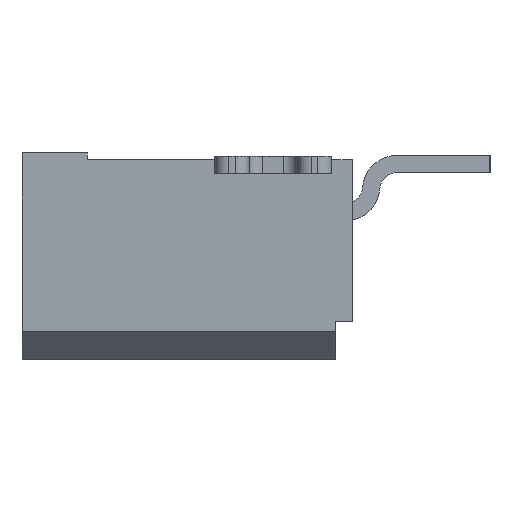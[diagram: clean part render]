
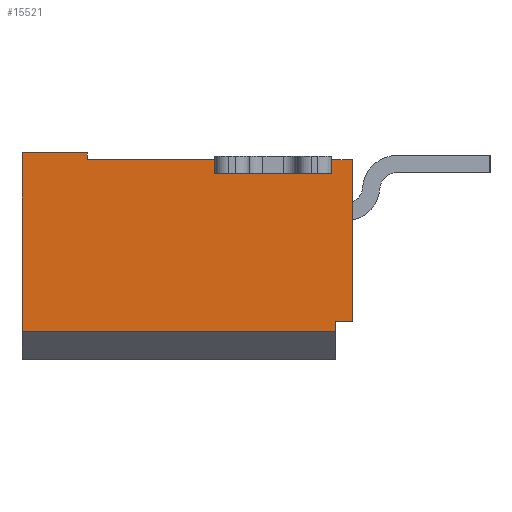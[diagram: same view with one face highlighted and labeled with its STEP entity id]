
A CAD part, left-side view. The second image highlights one B-rep face of the part: STEP entity #15521.
In plain terms, the highlighted planar face has unit normal (-1, 0, 0).
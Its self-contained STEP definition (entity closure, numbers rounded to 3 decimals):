
#570 = ORIENTED_EDGE ( 'NONE', *, *, #46625, .F. ) ;
#646 = ORIENTED_EDGE ( 'NONE', *, *, #12367, .T. ) ;
#744 = EDGE_LOOP ( 'NONE', ( #37333, #23212, #3105, #646, #10083, #10902, #570, #42542, #42330, #20281, #25094, #29161 ) ) ;
#1562 = CARTESIAN_POINT ( 'NONE',  ( -16.9, -4.55, -2.45 ) ) ;
#1719 = LINE ( 'NONE', #5837, #25636 ) ;
#2267 = EDGE_CURVE ( 'NONE', #32373, #33981, #1719, .T. ) ;
#2299 = EDGE_CURVE ( 'NONE', #25678, #28422, #9706, .T. ) ;
#2353 = CARTESIAN_POINT ( 'NONE',  ( -16.9, -4.55, -2.45 ) ) ;
#2864 = VECTOR ( 'NONE', #32351, 1000. ) ;
#3105 = ORIENTED_EDGE ( 'NONE', *, *, #16917, .F. ) ;
#3306 = CARTESIAN_POINT ( 'NONE',  ( -16.9, -4.8, -0.1 ) ) ;
#3330 = DIRECTION ( 'NONE',  ( 0., -1., 0. ) ) ;
#4629 = CARTESIAN_POINT ( 'NONE',  ( -16.9, -4.55, -2.6 ) ) ;
#5074 = DIRECTION ( 'NONE',  ( 0., 0., 1. ) ) ;
#5133 = VECTOR ( 'NONE', #3330, 1000. ) ;
#5135 = CARTESIAN_POINT ( 'NONE',  ( -16.9, 0., -2.6 ) ) ;
#5837 = CARTESIAN_POINT ( 'NONE',  ( -16.9, -0.95, -0.1 ) ) ;
#6645 = VERTEX_POINT ( 'NONE', #1562 ) ;
#6956 = LINE ( 'NONE', #3306, #24298 ) ;
#6977 = LINE ( 'NONE', #21749, #5133 ) ;
#7612 = EDGE_CURVE ( 'NONE', #36000, #28422, #16645, .T. ) ;
#7661 = EDGE_CURVE ( 'NONE', #33981, #11290, #38871, .T. ) ;
#7852 = CARTESIAN_POINT ( 'NONE',  ( -16.9, -4.55, -2.45 ) ) ;
#8717 = EDGE_CURVE ( 'NONE', #6645, #39895, #28249, .T. ) ;
#9133 = CARTESIAN_POINT ( 'NONE',  ( -16.9, -2.8, -0.1 ) ) ;
#9706 = LINE ( 'NONE', #24476, #27169 ) ;
#10083 = ORIENTED_EDGE ( 'NONE', *, *, #46005, .F. ) ;
#10294 = CARTESIAN_POINT ( 'NONE',  ( -16.9, -0.95, 0. ) ) ;
#10397 = CARTESIAN_POINT ( 'NONE',  ( -16.9, -2.4, -1.3 ) ) ;
#10451 = VECTOR ( 'NONE', #34137, 1000. ) ;
#10902 = ORIENTED_EDGE ( 'NONE', *, *, #8717, .T. ) ;
#11290 = VERTEX_POINT ( 'NONE', #24889 ) ;
#11386 = CARTESIAN_POINT ( 'NONE',  ( -16.9, -4.5, -0.1 ) ) ;
#12367 = EDGE_CURVE ( 'NONE', #47845, #17781, #6977, .T. ) ;
#13066 = CARTESIAN_POINT ( 'NONE',  ( -16.9, -2.8, -0.3 ) ) ;
#13724 = DIRECTION ( 'NONE',  ( 0., -1., 0. ) ) ;
#13767 = VECTOR ( 'NONE', #13724, 1000. ) ;
#15521 = ADVANCED_FACE ( 'NONE', ( #39675 ), #46734, .F. ) ;
#16645 = LINE ( 'NONE', #28699, #22964 ) ;
#16917 = EDGE_CURVE ( 'NONE', #47845, #11290, #17857, .T. ) ;
#17372 = CARTESIAN_POINT ( 'NONE',  ( -16.9, -4.8, -0.1 ) ) ;
#17781 = VERTEX_POINT ( 'NONE', #4629 ) ;
#17857 = LINE ( 'NONE', #31898, #41608 ) ;
#17989 = CARTESIAN_POINT ( 'NONE',  ( -16.9, -0.95, 0. ) ) ;
#20281 = ORIENTED_EDGE ( 'NONE', *, *, #22372, .T. ) ;
#20625 = DIRECTION ( 'NONE',  ( 0., 0., 1. ) ) ;
#21749 = CARTESIAN_POINT ( 'NONE',  ( -16.9, 0., -2.6 ) ) ;
#22372 = EDGE_CURVE ( 'NONE', #25678, #35546, #30258, .T. ) ;
#22874 = VERTEX_POINT ( 'NONE', #9133 ) ;
#22964 = VECTOR ( 'NONE', #27776, 1000. ) ;
#23083 = VECTOR ( 'NONE', #47185, 1000. ) ;
#23212 = ORIENTED_EDGE ( 'NONE', *, *, #7661, .T. ) ;
#24175 = LINE ( 'NONE', #13066, #28055 ) ;
#24298 = VECTOR ( 'NONE', #47152, 1000. ) ;
#24460 = LINE ( 'NONE', #32433, #23083 ) ;
#24476 = CARTESIAN_POINT ( 'NONE',  ( -16.9, -4.5, -0.3 ) ) ;
#24889 = CARTESIAN_POINT ( 'NONE',  ( -16.9, 0., 0. ) ) ;
#24925 = DIRECTION ( 'NONE',  ( 0., 1., 0. ) ) ;
#25094 = ORIENTED_EDGE ( 'NONE', *, *, #30891, .T. ) ;
#25636 = VECTOR ( 'NONE', #20625, 1000. ) ;
#25678 = VERTEX_POINT ( 'NONE', #40186 ) ;
#26641 = CARTESIAN_POINT ( 'NONE',  ( -16.9, -2.8, -0.3 ) ) ;
#26739 = LINE ( 'NONE', #7852, #46656 ) ;
#27169 = VECTOR ( 'NONE', #39227, 1000. ) ;
#27696 = CARTESIAN_POINT ( 'NONE',  ( -16.9, -4.8, -2.45 ) ) ;
#27776 = DIRECTION ( 'NONE',  ( 0., 1., 0. ) ) ;
#28055 = VECTOR ( 'NONE', #5074, 1000. ) ;
#28249 = LINE ( 'NONE', #2353, #13767 ) ;
#28422 = VERTEX_POINT ( 'NONE', #11386 ) ;
#28699 = CARTESIAN_POINT ( 'NONE',  ( -16.9, -4.8, -0.1 ) ) ;
#29161 = ORIENTED_EDGE ( 'NONE', *, *, #38845, .F. ) ;
#30258 = LINE ( 'NONE', #45512, #10451 ) ;
#30891 = EDGE_CURVE ( 'NONE', #35546, #22874, #24175, .T. ) ;
#31898 = CARTESIAN_POINT ( 'NONE',  ( -16.9, 0., -2.6 ) ) ;
#32351 = DIRECTION ( 'NONE',  ( 0., 1., 0. ) ) ;
#32373 = VERTEX_POINT ( 'NONE', #40606 ) ;
#32433 = CARTESIAN_POINT ( 'NONE',  ( -16.9, -0.95, -0.1 ) ) ;
#33981 = VERTEX_POINT ( 'NONE', #17989 ) ;
#34137 = DIRECTION ( 'NONE',  ( 0., 1., 0. ) ) ;
#35380 = DIRECTION ( 'NONE',  ( 1., 0., 0. ) ) ;
#35546 = VERTEX_POINT ( 'NONE', #26641 ) ;
#36000 = VERTEX_POINT ( 'NONE', #17372 ) ;
#37333 = ORIENTED_EDGE ( 'NONE', *, *, #2267, .T. ) ;
#38845 = EDGE_CURVE ( 'NONE', #32373, #22874, #24460, .T. ) ;
#38871 = LINE ( 'NONE', #10294, #2864 ) ;
#39227 = DIRECTION ( 'NONE',  ( 0., 0., 1. ) ) ;
#39675 = FACE_OUTER_BOUND ( 'NONE', #744, .T. ) ;
#39895 = VERTEX_POINT ( 'NONE', #27696 ) ;
#40186 = CARTESIAN_POINT ( 'NONE',  ( -16.9, -4.5, -0.3 ) ) ;
#40606 = CARTESIAN_POINT ( 'NONE',  ( -16.9, -0.95, -0.1 ) ) ;
#41005 = DIRECTION ( 'NONE',  ( 0., 0., -1. ) ) ;
#41608 = VECTOR ( 'NONE', #43490, 1000. ) ;
#42330 = ORIENTED_EDGE ( 'NONE', *, *, #2299, .F. ) ;
#42542 = ORIENTED_EDGE ( 'NONE', *, *, #7612, .T. ) ;
#43490 = DIRECTION ( 'NONE',  ( 0., 0., 1. ) ) ;
#45420 = AXIS2_PLACEMENT_3D ( 'NONE', #10397, #35380, #24925 ) ;
#45512 = CARTESIAN_POINT ( 'NONE',  ( -16.9, -4.5, -0.3 ) ) ;
#46005 = EDGE_CURVE ( 'NONE', #6645, #17781, #26739, .T. ) ;
#46625 = EDGE_CURVE ( 'NONE', #36000, #39895, #6956, .T. ) ;
#46656 = VECTOR ( 'NONE', #41005, 1000. ) ;
#46734 = PLANE ( 'NONE',  #45420 ) ;
#47152 = DIRECTION ( 'NONE',  ( 0., 0., -1. ) ) ;
#47185 = DIRECTION ( 'NONE',  ( 0., -1., 0. ) ) ;
#47845 = VERTEX_POINT ( 'NONE', #5135 ) ;
